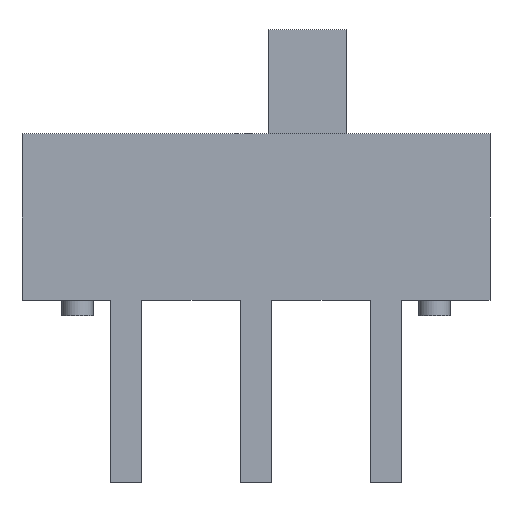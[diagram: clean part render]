
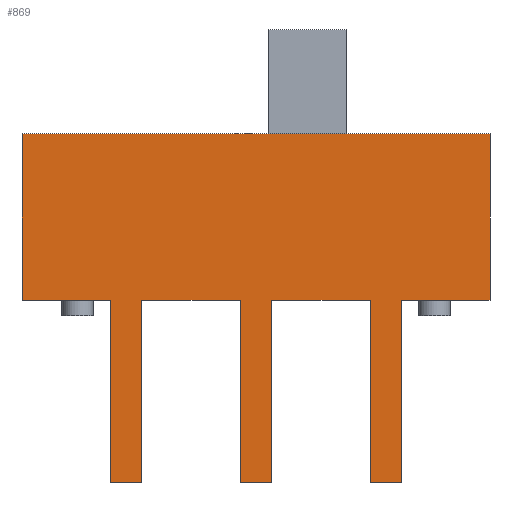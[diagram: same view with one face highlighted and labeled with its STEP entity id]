
A CAD part, front view. The second image highlights one B-rep face of the part: STEP entity #869.
In plain terms, the highlighted planar face has unit normal (0, -1, 0).
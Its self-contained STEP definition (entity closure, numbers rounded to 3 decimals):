
#75=FACE_OUTER_BOUND('',#126,.T.);
#126=EDGE_LOOP('',(#737,#738,#739,#740,#741,#742,#743,#744,#745,#746,#747,
#748,#749,#750,#751,#752));
#144=LINE('',#1194,#254);
#148=LINE('',#1202,#258);
#152=LINE('',#1210,#262);
#156=LINE('',#1218,#266);
#185=LINE('',#1283,#295);
#188=LINE('',#1290,#298);
#190=LINE('',#1293,#300);
#191=LINE('',#1296,#301);
#197=LINE('',#1307,#307);
#198=LINE('',#1309,#308);
#199=LINE('',#1312,#309);
#205=LINE('',#1323,#315);
#206=LINE('',#1325,#316);
#235=LINE('',#1396,#345);
#236=LINE('',#1399,#346);
#237=LINE('',#1400,#347);
#254=VECTOR('',#967,10.);
#258=VECTOR('',#971,10.);
#262=VECTOR('',#975,10.);
#266=VECTOR('',#979,10.);
#295=VECTOR('',#1034,10.);
#298=VECTOR('',#1041,10.);
#300=VECTOR('',#1045,10.);
#301=VECTOR('',#1048,10.);
#307=VECTOR('',#1058,10.);
#308=VECTOR('',#1061,10.);
#309=VECTOR('',#1064,10.);
#315=VECTOR('',#1074,10.);
#316=VECTOR('',#1077,10.);
#345=VECTOR('',#1150,10.);
#346=VECTOR('',#1153,10.);
#347=VECTOR('',#1154,10.);
#360=VERTEX_POINT('',#1191);
#361=VERTEX_POINT('',#1193);
#364=VERTEX_POINT('',#1199);
#365=VERTEX_POINT('',#1201);
#368=VERTEX_POINT('',#1207);
#369=VERTEX_POINT('',#1209);
#372=VERTEX_POINT('',#1215);
#373=VERTEX_POINT('',#1217);
#396=VERTEX_POINT('',#1281);
#398=VERTEX_POINT('',#1289);
#399=VERTEX_POINT('',#1295);
#402=VERTEX_POINT('',#1305);
#403=VERTEX_POINT('',#1311);
#406=VERTEX_POINT('',#1321);
#426=VERTEX_POINT('',#1394);
#427=VERTEX_POINT('',#1398);
#442=EDGE_CURVE('',#360,#361,#144,.T.);
#446=EDGE_CURVE('',#364,#365,#148,.T.);
#450=EDGE_CURVE('',#368,#369,#152,.T.);
#454=EDGE_CURVE('',#372,#373,#156,.T.);
#487=EDGE_CURVE('',#364,#396,#185,.T.);
#490=EDGE_CURVE('',#361,#398,#188,.T.);
#492=EDGE_CURVE('',#396,#398,#190,.T.);
#493=EDGE_CURVE('',#369,#399,#191,.T.);
#499=EDGE_CURVE('',#372,#402,#197,.T.);
#500=EDGE_CURVE('',#399,#402,#198,.T.);
#501=EDGE_CURVE('',#365,#403,#199,.T.);
#507=EDGE_CURVE('',#368,#406,#205,.T.);
#508=EDGE_CURVE('',#403,#406,#206,.T.);
#541=EDGE_CURVE('',#360,#426,#235,.T.);
#542=EDGE_CURVE('',#427,#426,#236,.T.);
#543=EDGE_CURVE('',#373,#427,#237,.T.);
#737=ORIENTED_EDGE('',*,*,#442,.F.);
#738=ORIENTED_EDGE('',*,*,#541,.T.);
#739=ORIENTED_EDGE('',*,*,#542,.F.);
#740=ORIENTED_EDGE('',*,*,#543,.F.);
#741=ORIENTED_EDGE('',*,*,#454,.F.);
#742=ORIENTED_EDGE('',*,*,#499,.T.);
#743=ORIENTED_EDGE('',*,*,#500,.F.);
#744=ORIENTED_EDGE('',*,*,#493,.F.);
#745=ORIENTED_EDGE('',*,*,#450,.F.);
#746=ORIENTED_EDGE('',*,*,#507,.T.);
#747=ORIENTED_EDGE('',*,*,#508,.F.);
#748=ORIENTED_EDGE('',*,*,#501,.F.);
#749=ORIENTED_EDGE('',*,*,#446,.F.);
#750=ORIENTED_EDGE('',*,*,#487,.T.);
#751=ORIENTED_EDGE('',*,*,#492,.T.);
#752=ORIENTED_EDGE('',*,*,#490,.F.);
#822=PLANE('',#938);
#869=ADVANCED_FACE('',(#75),#822,.T.);
#938=AXIS2_PLACEMENT_3D('',#1397,#1151,#1152);
#967=DIRECTION('',(-1.,0.,0.));
#971=DIRECTION('',(-1.,0.,0.));
#975=DIRECTION('',(-1.,0.,0.));
#979=DIRECTION('',(-1.,0.,0.));
#1034=DIRECTION('',(0.,0.,-1.));
#1041=DIRECTION('',(0.,0.,-1.));
#1045=DIRECTION('',(1.,0.,0.));
#1048=DIRECTION('',(0.,0.,-1.));
#1058=DIRECTION('',(0.,0.,-1.));
#1061=DIRECTION('',(-1.,0.,0.));
#1064=DIRECTION('',(0.,0.,-1.));
#1074=DIRECTION('',(0.,0.,-1.));
#1077=DIRECTION('',(-1.,0.,0.));
#1150=DIRECTION('',(0.,0.,1.));
#1151=DIRECTION('center_axis',(0.,-1.,0.));
#1152=DIRECTION('ref_axis',(1.,0.,0.));
#1153=DIRECTION('',(1.,0.,0.));
#1154=DIRECTION('',(0.,0.,1.));
#1191=CARTESIAN_POINT('',(4.5,-1.75,0.));
#1193=CARTESIAN_POINT('',(2.8,-1.75,0.));
#1194=CARTESIAN_POINT('',(4.5,-1.75,0.));
#1199=CARTESIAN_POINT('',(2.2,-1.75,0.));
#1201=CARTESIAN_POINT('',(0.3,-1.75,0.));
#1202=CARTESIAN_POINT('',(4.5,-1.75,0.));
#1207=CARTESIAN_POINT('',(-0.3,-1.75,0.));
#1209=CARTESIAN_POINT('',(-2.2,-1.75,0.));
#1210=CARTESIAN_POINT('',(4.5,-1.75,0.));
#1215=CARTESIAN_POINT('',(-2.8,-1.75,0.));
#1217=CARTESIAN_POINT('',(-4.5,-1.75,0.));
#1218=CARTESIAN_POINT('',(4.5,-1.75,0.));
#1281=CARTESIAN_POINT('',(2.2,-1.75,-3.5));
#1283=CARTESIAN_POINT('',(2.2,-1.75,0.));
#1289=CARTESIAN_POINT('',(2.8,-1.75,-3.5));
#1290=CARTESIAN_POINT('',(2.8,-1.75,0.));
#1293=CARTESIAN_POINT('',(2.8,-1.75,-3.5));
#1295=CARTESIAN_POINT('',(-2.2,-1.75,-3.5));
#1296=CARTESIAN_POINT('',(-2.2,-1.75,0.));
#1305=CARTESIAN_POINT('',(-2.8,-1.75,-3.5));
#1307=CARTESIAN_POINT('',(-2.8,-1.75,0.));
#1309=CARTESIAN_POINT('',(-2.8,-1.75,-3.5));
#1311=CARTESIAN_POINT('',(0.3,-1.75,-3.5));
#1312=CARTESIAN_POINT('',(0.3,-1.75,0.));
#1321=CARTESIAN_POINT('',(-0.3,-1.75,-3.5));
#1323=CARTESIAN_POINT('',(-0.3,-1.75,0.));
#1325=CARTESIAN_POINT('',(-0.3,-1.75,-3.5));
#1394=CARTESIAN_POINT('',(4.5,-1.75,3.2));
#1396=CARTESIAN_POINT('',(4.5,-1.75,0.));
#1397=CARTESIAN_POINT('Origin',(-4.5,-1.75,0.));
#1398=CARTESIAN_POINT('',(-4.5,-1.75,3.2));
#1399=CARTESIAN_POINT('',(4.5,-1.75,3.2));
#1400=CARTESIAN_POINT('',(-4.5,-1.75,0.));
